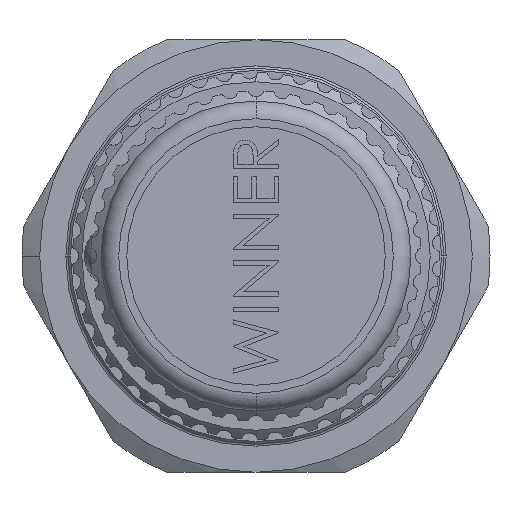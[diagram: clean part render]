
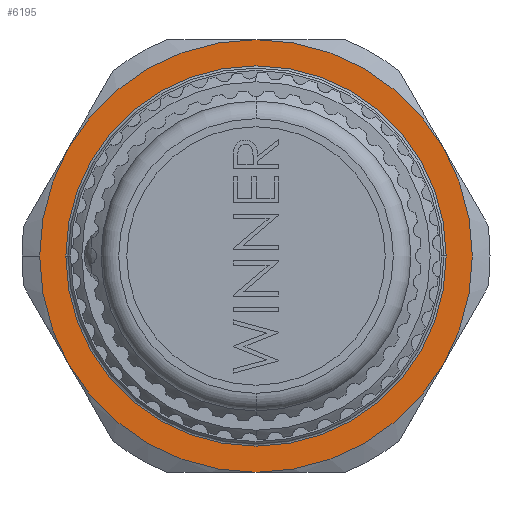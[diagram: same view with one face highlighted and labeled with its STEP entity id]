
A CAD part, left-side view. The second image highlights one B-rep face of the part: STEP entity #6195.
In plain terms, the highlighted planar face has unit normal (-1, 0, 0).
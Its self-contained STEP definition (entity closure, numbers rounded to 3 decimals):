
#169 = AXIS2_PLACEMENT_3D ( 'NONE', #52799, #43840, #16605 ) ;
#692 = ORIENTED_EDGE ( 'NONE', *, *, #55050, .F. ) ;
#913 = VERTEX_POINT ( 'NONE', #47585 ) ;
#1795 = CARTESIAN_POINT ( 'NONE',  ( 2.7, 19., 0. ) ) ;
#2396 = DIRECTION ( 'NONE',  ( 0., 1., 0. ) ) ;
#4489 = DIRECTION ( 'NONE',  ( 0., 1., 0. ) ) ;
#5260 = VERTEX_POINT ( 'NONE', #38521 ) ;
#5878 = CIRCLE ( 'NONE', #9371, 19. ) ;
#6195 = ADVANCED_FACE ( 'NONE', ( #33075, #42316 ), #28539, .F. ) ;
#6236 = DIRECTION ( 'NONE',  ( 0., 1., 0. ) ) ;
#7601 = VERTEX_POINT ( 'NONE', #1795 ) ;
#9371 = AXIS2_PLACEMENT_3D ( 'NONE', #17472, #35542, #4489 ) ;
#10313 = DIRECTION ( 'NONE',  ( 1., 0., 0. ) ) ;
#10899 = CARTESIAN_POINT ( 'NONE',  ( 2.7, 0., 0. ) ) ;
#10900 = CARTESIAN_POINT ( 'NONE',  ( 2.7, 16.454, -9.5 ) ) ;
#10927 = DIRECTION ( 'NONE',  ( 1., 0., 0. ) ) ;
#11395 = DIRECTION ( 'NONE',  ( 1., 0., 0. ) ) ;
#12970 = ORIENTED_EDGE ( 'NONE', *, *, #57243, .F. ) ;
#13166 = ORIENTED_EDGE ( 'NONE', *, *, #46409, .T. ) ;
#14556 = EDGE_CURVE ( 'NONE', #21181, #33126, #5878, .T. ) ;
#14672 = AXIS2_PLACEMENT_3D ( 'NONE', #40056, #35252, #48968 ) ;
#15226 = DIRECTION ( 'NONE',  ( 1., 0., 0. ) ) ;
#15983 = CARTESIAN_POINT ( 'NONE',  ( 2.7, 0., 0. ) ) ;
#16110 = VERTEX_POINT ( 'NONE', #10900 ) ;
#16605 = DIRECTION ( 'NONE',  ( 0., 1., 0. ) ) ;
#16779 = AXIS2_PLACEMENT_3D ( 'NONE', #18228, #36890, #32485 ) ;
#17272 = EDGE_CURVE ( 'NONE', #16110, #7601, #20814, .T. ) ;
#17472 = CARTESIAN_POINT ( 'NONE',  ( 2.7, 0., 0. ) ) ;
#18228 = CARTESIAN_POINT ( 'NONE',  ( 2.7, 0., 0. ) ) ;
#19345 = CIRCLE ( 'NONE', #39518, 19. ) ;
#20814 = CIRCLE ( 'NONE', #33230, 19. ) ;
#21181 = VERTEX_POINT ( 'NONE', #23774 ) ;
#21475 = EDGE_CURVE ( 'NONE', #33126, #5260, #29146, .T. ) ;
#21666 = CARTESIAN_POINT ( 'NONE',  ( 2.7, 16.7, 0. ) ) ;
#23774 = CARTESIAN_POINT ( 'NONE',  ( 2.7, 0., 19. ) ) ;
#24699 = DIRECTION ( 'NONE',  ( 1., 0., 0. ) ) ;
#25031 = VERTEX_POINT ( 'NONE', #47314 ) ;
#26172 = CIRCLE ( 'NONE', #54179, 16.7 ) ;
#28539 = PLANE ( 'NONE',  #41625 ) ;
#29007 = DIRECTION ( 'NONE',  ( 0., 1., 0. ) ) ;
#29146 = CIRCLE ( 'NONE', #169, 19. ) ;
#29253 = CIRCLE ( 'NONE', #39874, 19. ) ;
#30256 = DIRECTION ( 'NONE',  ( 1., 0., 0. ) ) ;
#32485 = DIRECTION ( 'NONE',  ( 0., 1., 0. ) ) ;
#33075 = FACE_BOUND ( 'NONE', #55607, .T. ) ;
#33126 = VERTEX_POINT ( 'NONE', #37534 ) ;
#33230 = AXIS2_PLACEMENT_3D ( 'NONE', #56902, #10927, #42766 ) ;
#33315 = CARTESIAN_POINT ( 'NONE',  ( 2.7, -25., 0. ) ) ;
#35252 = DIRECTION ( 'NONE',  ( 1., 0., 0. ) ) ;
#35542 = DIRECTION ( 'NONE',  ( 1., 0., 0. ) ) ;
#36571 = ORIENTED_EDGE ( 'NONE', *, *, #47087, .F. ) ;
#36890 = DIRECTION ( 'NONE',  ( 1., 0., 0. ) ) ;
#36893 = CIRCLE ( 'NONE', #44201, 19. ) ;
#37534 = CARTESIAN_POINT ( 'NONE',  ( 2.7, -16.454, 9.5 ) ) ;
#38521 = CARTESIAN_POINT ( 'NONE',  ( 2.7, -16.454, -9.5 ) ) ;
#39364 = ORIENTED_EDGE ( 'NONE', *, *, #45946, .T. ) ;
#39447 = CARTESIAN_POINT ( 'NONE',  ( 2.7, -16.7, 0. ) ) ;
#39518 = AXIS2_PLACEMENT_3D ( 'NONE', #57557, #30256, #56752 ) ;
#39874 = AXIS2_PLACEMENT_3D ( 'NONE', #15983, #11395, #52565 ) ;
#40056 = CARTESIAN_POINT ( 'NONE',  ( 2.7, 0., 0. ) ) ;
#41625 = AXIS2_PLACEMENT_3D ( 'NONE', #33315, #15226, #6236 ) ;
#41643 = VERTEX_POINT ( 'NONE', #39447 ) ;
#42316 = FACE_OUTER_BOUND ( 'NONE', #45112, .T. ) ;
#42766 = DIRECTION ( 'NONE',  ( 0., 1., 0. ) ) ;
#42993 = ORIENTED_EDGE ( 'NONE', *, *, #17272, .F. ) ;
#43840 = DIRECTION ( 'NONE',  ( 1., 0., 0. ) ) ;
#43899 = ORIENTED_EDGE ( 'NONE', *, *, #14556, .F. ) ;
#44201 = AXIS2_PLACEMENT_3D ( 'NONE', #10899, #10313, #29007 ) ;
#45112 = EDGE_LOOP ( 'NONE', ( #12970, #36571, #42993, #49826, #692, #57636, #43899 ) ) ;
#45946 = EDGE_CURVE ( 'NONE', #54499, #41643, #46841, .T. ) ;
#46409 = EDGE_CURVE ( 'NONE', #41643, #54499, #26172, .T. ) ;
#46841 = CIRCLE ( 'NONE', #16779, 16.7 ) ;
#47087 = EDGE_CURVE ( 'NONE', #7601, #913, #36893, .T. ) ;
#47314 = CARTESIAN_POINT ( 'NONE',  ( 2.7, 0., -19. ) ) ;
#47585 = CARTESIAN_POINT ( 'NONE',  ( 2.7, 16.454, 9.5 ) ) ;
#48968 = DIRECTION ( 'NONE',  ( 0., 1., 0. ) ) ;
#49282 = CIRCLE ( 'NONE', #14672, 19. ) ;
#49826 = ORIENTED_EDGE ( 'NONE', *, *, #58371, .F. ) ;
#52543 = CARTESIAN_POINT ( 'NONE',  ( 2.7, 0., 0. ) ) ;
#52565 = DIRECTION ( 'NONE',  ( 0., 1., 0. ) ) ;
#52799 = CARTESIAN_POINT ( 'NONE',  ( 2.7, 0., 0. ) ) ;
#54179 = AXIS2_PLACEMENT_3D ( 'NONE', #52543, #24699, #2396 ) ;
#54499 = VERTEX_POINT ( 'NONE', #21666 ) ;
#55050 = EDGE_CURVE ( 'NONE', #5260, #25031, #49282, .T. ) ;
#55607 = EDGE_LOOP ( 'NONE', ( #39364, #13166 ) ) ;
#56752 = DIRECTION ( 'NONE',  ( 0., 1., 0. ) ) ;
#56902 = CARTESIAN_POINT ( 'NONE',  ( 2.7, 0., 0. ) ) ;
#57243 = EDGE_CURVE ( 'NONE', #913, #21181, #19345, .T. ) ;
#57557 = CARTESIAN_POINT ( 'NONE',  ( 2.7, 0., 0. ) ) ;
#57636 = ORIENTED_EDGE ( 'NONE', *, *, #21475, .F. ) ;
#58371 = EDGE_CURVE ( 'NONE', #25031, #16110, #29253, .T. ) ;
